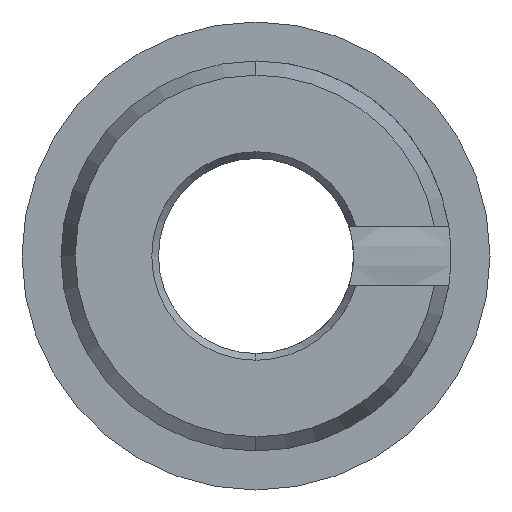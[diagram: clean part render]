
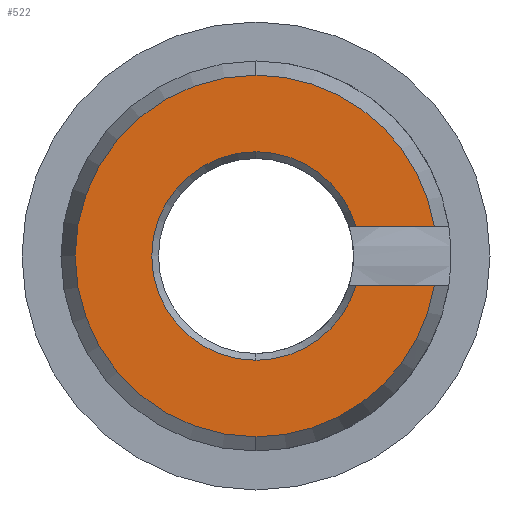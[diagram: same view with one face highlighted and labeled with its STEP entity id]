
A CAD part, left-side view. The second image highlights one B-rep face of the part: STEP entity #522.
In plain terms, the highlighted planar face has unit normal (-1, 0, 0).
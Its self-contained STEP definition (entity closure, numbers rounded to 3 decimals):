
#13 = CARTESIAN_POINT ( 'NONE',  ( -29.5, 0., 0. ) ) ;
#14 = DIRECTION ( 'NONE',  ( -1., 0., 0. ) ) ;
#16 = DIRECTION ( 'NONE',  ( 0., 0., 1. ) ) ;
#17 = DIRECTION ( 'NONE',  ( -1., 0., 0. ) ) ;
#20 = CARTESIAN_POINT ( 'NONE',  ( -29.5, 0., 0. ) ) ;
#22 = DIRECTION ( 'NONE',  ( -1., 0., 0. ) ) ;
#50 = CARTESIAN_POINT ( 'NONE',  ( -29.5, 0., 4.636 ) ) ;
#105 = DIRECTION ( 'NONE',  ( -1., 0., 0. ) ) ;
#106 = DIRECTION ( 'NONE',  ( 0., 0., 1. ) ) ;
#111 = DIRECTION ( 'NONE',  ( 0., 0., -1. ) ) ;
#113 = DIRECTION ( 'NONE',  ( 1., 0., 0. ) ) ;
#116 = PLANE ( 'NONE',  #335 ) ;
#118 = CARTESIAN_POINT ( 'NONE',  ( -29.5, 0., 0. ) ) ;
#125 = CARTESIAN_POINT ( 'NONE',  ( -29.5, 4.636, 0. ) ) ;
#151 = CARTESIAN_POINT ( 'NONE',  ( -29.5, 0., 2.673 ) ) ;
#157 = CARTESIAN_POINT ( 'NONE',  ( -29.5, -4.575, 0.75 ) ) ;
#159 = CARTESIAN_POINT ( 'NONE',  ( -29.5, 0., -4.636 ) ) ;
#167 = CARTESIAN_POINT ( 'NONE',  ( -29.5, -2.566, -0.75 ) ) ;
#168 = CARTESIAN_POINT ( 'NONE',  ( -29.5, -2.566, 0.75 ) ) ;
#170 = CARTESIAN_POINT ( 'NONE',  ( -29.5, 0., -2.673 ) ) ;
#175 = CARTESIAN_POINT ( 'NONE',  ( -29.5, -4.575, -0.75 ) ) ;
#202 = DIRECTION ( 'NONE',  ( 0., 0., 1. ) ) ;
#206 = CARTESIAN_POINT ( 'NONE',  ( -29.5, 4.636, 0.75 ) ) ;
#221 = DIRECTION ( 'NONE',  ( 0., 1., 0. ) ) ;
#222 = DIRECTION ( 'NONE',  ( 0., 1., 0. ) ) ;
#224 = CARTESIAN_POINT ( 'NONE',  ( -29.5, 4.636, -0.75 ) ) ;
#244 = DIRECTION ( 'NONE',  ( 0., 0., 1. ) ) ;
#253 = EDGE_CURVE ( 'NONE', #454, #428, #570, .T. ) ;
#255 = EDGE_CURVE ( 'NONE', #763, #448, #571, .T. ) ;
#266 = EDGE_CURVE ( 'NONE', #450, #763, #545, .T. ) ;
#277 = EDGE_CURVE ( 'NONE', #448, #424, #539, .T. ) ;
#283 = EDGE_CURVE ( 'NONE', #430, #454, #507, .T. ) ;
#284 = EDGE_CURVE ( 'NONE', #428, #431, #509, .T. ) ;
#294 = EDGE_CURVE ( 'NONE', #424, #431, #496, .T. ) ;
#335 = AXIS2_PLACEMENT_3D ( 'NONE', #125, #113, #111 ) ;
#351 = AXIS2_PLACEMENT_3D ( 'NONE', #13, #22, #202 ) ;
#352 = AXIS2_PLACEMENT_3D ( 'NONE', #20, #17, #16 ) ;
#356 = AXIS2_PLACEMENT_3D ( 'NONE', #118, #105, #106 ) ;
#364 = AXIS2_PLACEMENT_3D ( 'NONE', #607, #14, #244 ) ;
#369 = AXIS2_PLACEMENT_3D ( 'NONE', #612, #610, #609 ) ;
#370 = AXIS2_PLACEMENT_3D ( 'NONE', #624, #589, #621 ) ;
#376 = EDGE_CURVE ( 'NONE', #450, #430, #505, .T. ) ;
#424 = VERTEX_POINT ( 'NONE', #175 ) ;
#428 = VERTEX_POINT ( 'NONE', #170 ) ;
#430 = VERTEX_POINT ( 'NONE', #168 ) ;
#431 = VERTEX_POINT ( 'NONE', #167 ) ;
#448 = VERTEX_POINT ( 'NONE', #159 ) ;
#450 = VERTEX_POINT ( 'NONE', #157 ) ;
#452 = FACE_OUTER_BOUND ( 'NONE', #646, .T. ) ;
#454 = VERTEX_POINT ( 'NONE', #151 ) ;
#478 = VECTOR ( 'NONE', #221, 1000. ) ;
#493 = VECTOR ( 'NONE', #222, 1000. ) ;
#496 = LINE ( 'NONE', #224, #493 ) ;
#505 = LINE ( 'NONE', #206, #478 ) ;
#507 = CIRCLE ( 'NONE', #352, 2.673 ) ;
#509 = CIRCLE ( 'NONE', #351, 2.673 ) ;
#522 = ADVANCED_FACE ( 'NONE', ( #452 ), #116, .F. ) ;
#539 = CIRCLE ( 'NONE', #356, 4.636 ) ;
#545 = CIRCLE ( 'NONE', #364, 4.636 ) ;
#570 = CIRCLE ( 'NONE', #370, 2.673 ) ;
#571 = CIRCLE ( 'NONE', #369, 4.636 ) ;
#589 = DIRECTION ( 'NONE',  ( -1., 0., 0. ) ) ;
#607 = CARTESIAN_POINT ( 'NONE',  ( -29.5, 0., 0. ) ) ;
#609 = DIRECTION ( 'NONE',  ( 0., 0., 1. ) ) ;
#610 = DIRECTION ( 'NONE',  ( -1., 0., 0. ) ) ;
#612 = CARTESIAN_POINT ( 'NONE',  ( -29.5, 0., 0. ) ) ;
#621 = DIRECTION ( 'NONE',  ( 0., 0., 1. ) ) ;
#624 = CARTESIAN_POINT ( 'NONE',  ( -29.5, 0., 0. ) ) ;
#646 = EDGE_LOOP ( 'NONE', ( #682, #683, #684, #685, #686, #687, #688, #689 ) ) ;
#682 = ORIENTED_EDGE ( 'NONE', *, *, #266, .T. ) ;
#683 = ORIENTED_EDGE ( 'NONE', *, *, #255, .T. ) ;
#684 = ORIENTED_EDGE ( 'NONE', *, *, #277, .T. ) ;
#685 = ORIENTED_EDGE ( 'NONE', *, *, #294, .T. ) ;
#686 = ORIENTED_EDGE ( 'NONE', *, *, #284, .F. ) ;
#687 = ORIENTED_EDGE ( 'NONE', *, *, #253, .F. ) ;
#688 = ORIENTED_EDGE ( 'NONE', *, *, #283, .F. ) ;
#689 = ORIENTED_EDGE ( 'NONE', *, *, #376, .F. ) ;
#763 = VERTEX_POINT ( 'NONE', #50 ) ;
